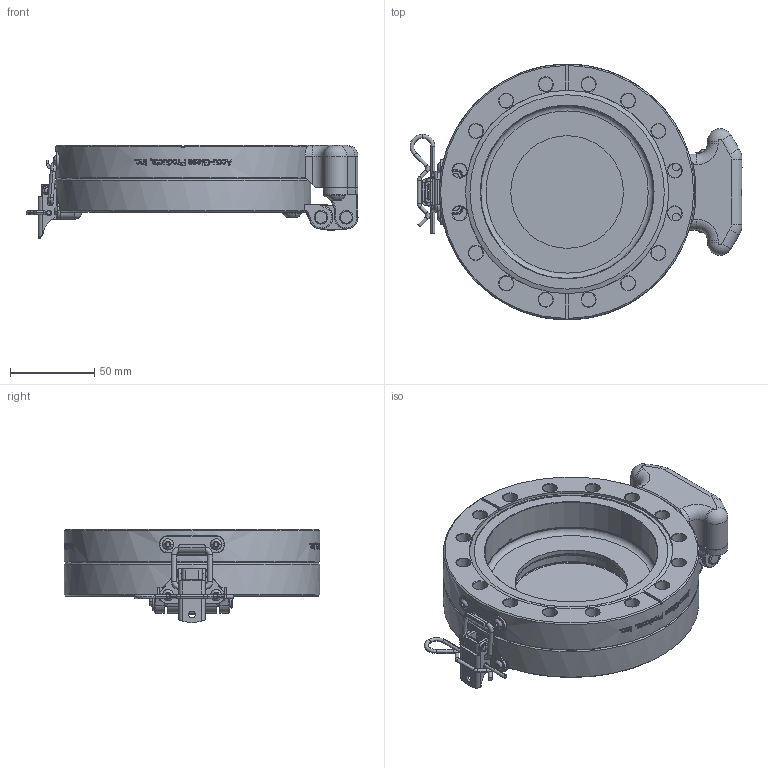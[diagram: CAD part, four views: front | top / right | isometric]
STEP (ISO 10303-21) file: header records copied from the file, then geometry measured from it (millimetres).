
FILE_DESCRIPTION(/* description */ ('Alibre Inc.'),/* implementation_level */ '2;1');
FILE_NAME(/* name */ 'export0',/* time_stamp */ '2018-05-24T13:59:42-07:00',/* author */ (''),/* organization */ (''),/* preprocessor_version */ 'ST-DEVELOPER v14',/* originating_system */ 'Alibre',/* authorisation */ '');
FILE_SCHEMA (('CONFIG_CONTROL_DESIGN'));
Length unit declared in the file: centimetre
Products named in the file (1): ID_1
Bounding box: 196.99 x 151.64 x 55.26 mm (x, y, z)
Volume: 508724 mm3; surface area: 107113.3 mm2
Topology: 2 solids, 21 shells, 2138 faces, 5533 edges, 3561 vertices
Faces by surface type: cylinder 731, plane 614, bspline 484, cone 230, torus 61, sphere 18
Full cylindrical faces by diameter (mm): 2.381 x4, 2.642 x2, 3.054 x3, 3.505 x1, 3.962 x16, 4.978 x18, 5.232 x2, 8.433 x16, 9.119 x2, 10.719 x1, 13.081 x16, 66.853 x1, 71.12 x1, 78.892 x1, 102.616 x2, 115.316 x1, 120.65 x1, 151.638 x1
Entity records: 105687 total; most frequent: CARTESIAN_POINT 60987, ORIENTED_EDGE 10534, DIRECTION 6960, EDGE_CURVE 5267, VERTEX_POINT 3464, AXIS2_PLACEMENT_3D 2749, FACE_BOUND 2417, EDGE_LOOP 2411
